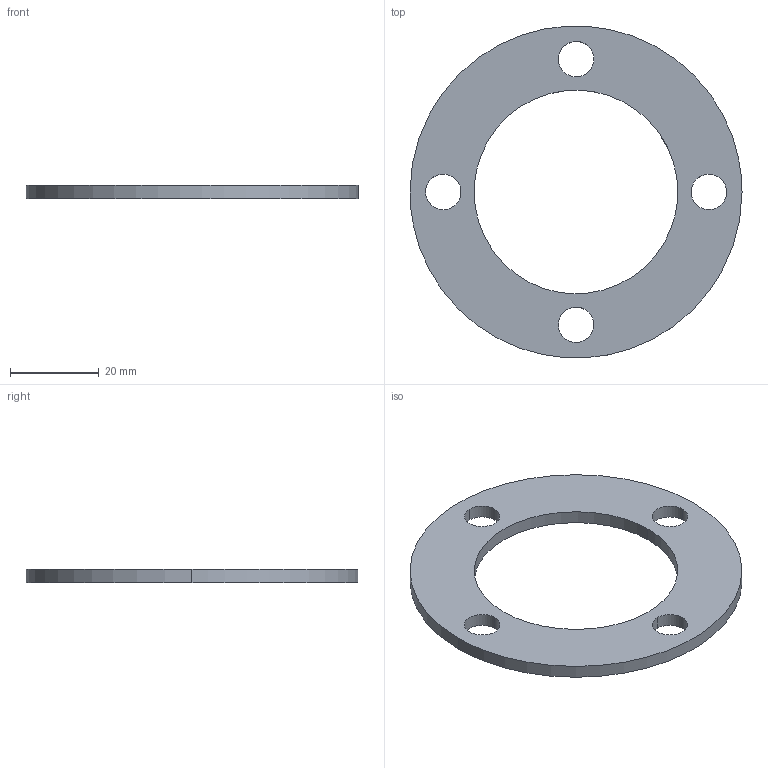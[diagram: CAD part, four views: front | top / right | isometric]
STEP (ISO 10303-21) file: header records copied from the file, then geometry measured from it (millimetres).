
FILE_DESCRIPTION(/* description */ (''),/* implementation_level */ '2;1');
FILE_NAME(/* name */ 'Platine Jonction Pivot 2',/* time_stamp */ '2021-04-08T18:02:34+02:00',/* author */ (''),/* organization */ (''),/* preprocessor_version */ 'ST-DEVELOPER v16.5',/* originating_system */ '',/* authorisation */ '');
FILE_SCHEMA (('AUTOMOTIVE_DESIGN'));
Length unit declared in the file: millimetre
Products named in the file (1): Document
Bounding box: 75 x 74.86 x 3 mm (x, y, z)
Volume: 7686.2 mm3; surface area: 6552.5 mm2
Topology: 1 solids, 1 shells, 14 faces, 36 edges, 24 vertices
Faces by surface type: bspline 12, plane 2
Entity records: 517 total; most frequent: CARTESIAN_POINT 292, ORIENTED_EDGE 72, EDGE_CURVE 36, EDGE_LOOP 24, VERTEX_POINT 24, ADVANCED_FACE 14, FACE_OUTER_BOUND 14, FACE_BOUND 10
